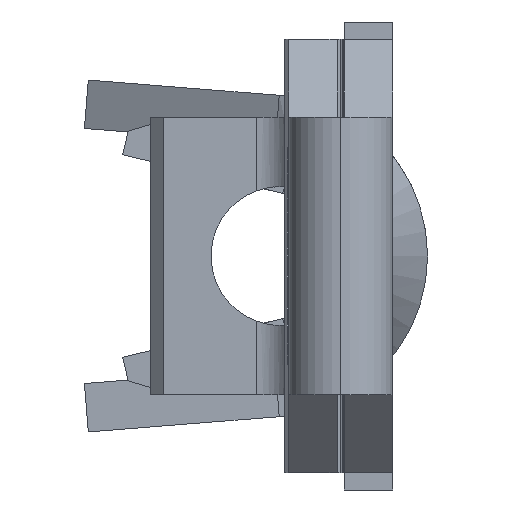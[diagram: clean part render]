
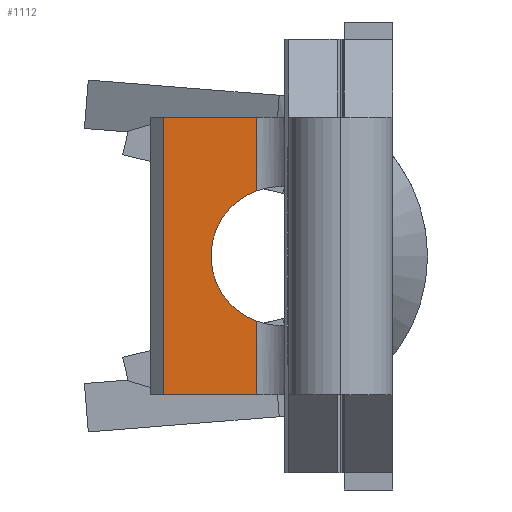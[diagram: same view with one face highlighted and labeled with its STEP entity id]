
A CAD part, left-side view. The second image highlights one B-rep face of the part: STEP entity #1112.
In plain terms, the highlighted planar face has unit normal (-1, 0, 0).
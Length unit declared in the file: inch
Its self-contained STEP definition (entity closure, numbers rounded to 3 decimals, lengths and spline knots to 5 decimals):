
#66 = LINE ( 'NONE', #1338, #3606 ) ;
#87 = DIRECTION ( 'NONE',  ( 0., 1., 0. ) ) ;
#581 = CARTESIAN_POINT ( 'NONE',  ( 0.72, 0.1025, 0.125 ) ) ;
#756 = VERTEX_POINT ( 'NONE', #5602 ) ;
#839 = VERTEX_POINT ( 'NONE', #4850 ) ;
#1019 = DIRECTION ( 'NONE',  ( 0., 0., -1. ) ) ;
#1079 = DIRECTION ( 'NONE',  ( 0., 1., 0. ) ) ;
#1096 = DIRECTION ( 'NONE',  ( 1., 0., 0. ) ) ;
#1112 = ADVANCED_FACE ( 'NONE', ( #3495 ), #1175, .F. ) ;
#1153 = CARTESIAN_POINT ( 'NONE',  ( 0.72, 0.1025, 0.125 ) ) ;
#1154 = CARTESIAN_POINT ( 'NONE',  ( 0.72, 0.1025, 0.08 ) ) ;
#1175 = PLANE ( 'NONE',  #5862 ) ;
#1308 = VECTOR ( 'NONE', #1019, 39.37008 ) ;
#1338 = CARTESIAN_POINT ( 'NONE',  ( 0.72, 0.0485, 0.125 ) ) ;
#1466 = VECTOR ( 'NONE', #3693, 39.37008 ) ;
#1497 = CARTESIAN_POINT ( 'NONE',  ( 0.72, 0.0485, -0.03765 ) ) ;
#1522 = LINE ( 'NONE', #1543, #5204 ) ;
#1543 = CARTESIAN_POINT ( 'NONE',  ( 0.72, 0.0485, 0.125 ) ) ;
#1780 = EDGE_CURVE ( 'NONE', #4697, #5122, #1522, .T. ) ;
#1814 = DIRECTION ( 'NONE',  ( 0., 0., -1. ) ) ;
#2141 = VERTEX_POINT ( 'NONE', #3953 ) ;
#2314 = CARTESIAN_POINT ( 'NONE',  ( 0.72, 0.1025, 0.08 ) ) ;
#2417 = CARTESIAN_POINT ( 'NONE',  ( 0.72, 0.0485, -0.08 ) ) ;
#2564 = CIRCLE ( 'NONE', #3523, 0.04 ) ;
#2685 = EDGE_CURVE ( 'NONE', #4697, #839, #2564, .T. ) ;
#2867 = LINE ( 'NONE', #2314, #1466 ) ;
#2874 = DIRECTION ( 'NONE',  ( 1., 0., 0. ) ) ;
#2881 = ORIENTED_EDGE ( 'NONE', *, *, #5391, .T. ) ;
#3495 = FACE_OUTER_BOUND ( 'NONE', #4005, .T. ) ;
#3523 = AXIS2_PLACEMENT_3D ( 'NONE', #5599, #2874, #87 ) ;
#3606 = VECTOR ( 'NONE', #1814, 39.37008 ) ;
#3650 = LINE ( 'NONE', #4879, #5915 ) ;
#3693 = DIRECTION ( 'NONE',  ( 0., 1., 0. ) ) ;
#3899 = ORIENTED_EDGE ( 'NONE', *, *, #5156, .T. ) ;
#3953 = CARTESIAN_POINT ( 'NONE',  ( 0.72, 0.1025, -0.08 ) ) ;
#4005 = EDGE_LOOP ( 'NONE', ( #4163, #4267, #4311, #4743, #3899, #2881 ) ) ;
#4088 = EDGE_CURVE ( 'NONE', #756, #839, #66, .T. ) ;
#4163 = ORIENTED_EDGE ( 'NONE', *, *, #1780, .F. ) ;
#4267 = ORIENTED_EDGE ( 'NONE', *, *, #2685, .T. ) ;
#4311 = ORIENTED_EDGE ( 'NONE', *, *, #4088, .F. ) ;
#4329 = DIRECTION ( 'NONE',  ( 0., 0., -1. ) ) ;
#4599 = EDGE_CURVE ( 'NONE', #756, #5782, #2867, .T. ) ;
#4697 = VERTEX_POINT ( 'NONE', #1497 ) ;
#4743 = ORIENTED_EDGE ( 'NONE', *, *, #4599, .T. ) ;
#4850 = CARTESIAN_POINT ( 'NONE',  ( 0.72, 0.0485, 0.03765 ) ) ;
#4879 = CARTESIAN_POINT ( 'NONE',  ( 0.72, 0.1025, -0.08 ) ) ;
#4999 = LINE ( 'NONE', #581, #1308 ) ;
#5122 = VERTEX_POINT ( 'NONE', #2417 ) ;
#5156 = EDGE_CURVE ( 'NONE', #5782, #2141, #4999, .T. ) ;
#5204 = VECTOR ( 'NONE', #4329, 39.37008 ) ;
#5332 = DIRECTION ( 'NONE',  ( 0., -1., 0. ) ) ;
#5391 = EDGE_CURVE ( 'NONE', #2141, #5122, #3650, .T. ) ;
#5599 = CARTESIAN_POINT ( 'NONE',  ( 0.72, 0.035, 0. ) ) ;
#5602 = CARTESIAN_POINT ( 'NONE',  ( 0.72, 0.0485, 0.08 ) ) ;
#5782 = VERTEX_POINT ( 'NONE', #1154 ) ;
#5862 = AXIS2_PLACEMENT_3D ( 'NONE', #1153, #1096, #1079 ) ;
#5915 = VECTOR ( 'NONE', #5332, 39.37008 ) ;
